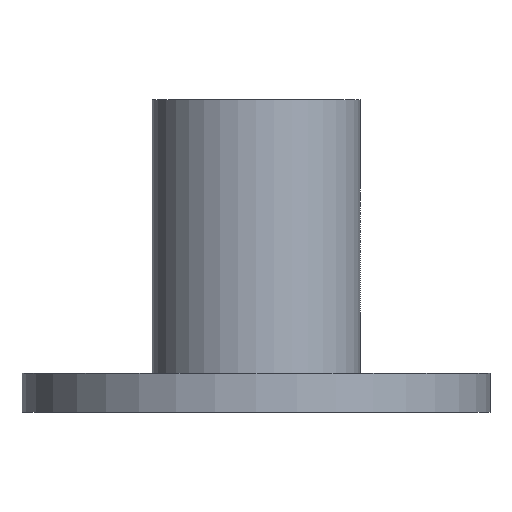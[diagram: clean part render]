
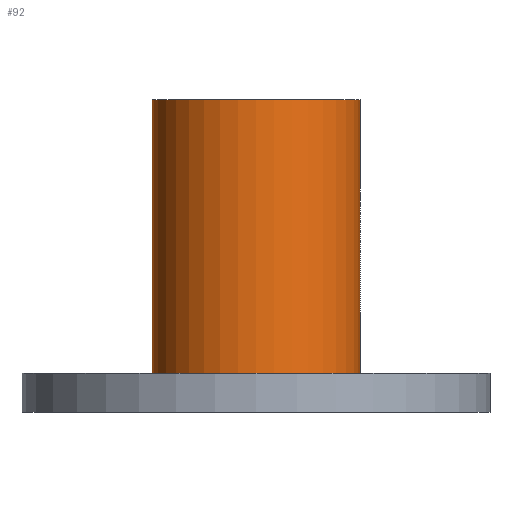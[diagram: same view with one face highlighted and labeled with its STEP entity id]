
A CAD part, front view. The second image highlights one B-rep face of the part: STEP entity #92.
In plain terms, the highlighted cylindrical face has radius 80 mm (diameter 160 mm), a partial arc.
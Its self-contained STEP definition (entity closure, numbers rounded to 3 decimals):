
#8 = VERTEX_POINT ( 'NONE', #1115 ) ;
#92 = ADVANCED_FACE ( 'NONE', ( #1163 ), #1125, .T. ) ;
#99 = LINE ( 'NONE', #811, #1152 ) ;
#322 = CARTESIAN_POINT ( 'NONE',  ( 80., 0., 30. ) ) ;
#343 = DIRECTION ( 'NONE',  ( 0., 0., 1. ) ) ;
#354 = CARTESIAN_POINT ( 'NONE',  ( 0., 0., 30. ) ) ;
#378 = EDGE_CURVE ( 'NONE', #419, #948, #558, .T. ) ;
#419 = VERTEX_POINT ( 'NONE', #1302 ) ;
#475 = DIRECTION ( 'NONE',  ( 0., 0., -1. ) ) ;
#493 = EDGE_LOOP ( 'NONE', ( #1132, #679, #534, #829 ) ) ;
#534 = ORIENTED_EDGE ( 'NONE', *, *, #623, .T. ) ;
#549 = DIRECTION ( 'NONE',  ( 0., 0., -1. ) ) ;
#558 = LINE ( 'NONE', #1393, #1296 ) ;
#623 = EDGE_CURVE ( 'NONE', #8, #626, #99, .T. ) ;
#626 = VERTEX_POINT ( 'NONE', #1260 ) ;
#679 = ORIENTED_EDGE ( 'NONE', *, *, #826, .F. ) ;
#721 = DIRECTION ( 'NONE',  ( -1., 0., 0. ) ) ;
#811 = CARTESIAN_POINT ( 'NONE',  ( -80., 0., 240. ) ) ;
#823 = CARTESIAN_POINT ( 'NONE',  ( 0., 0., 240. ) ) ;
#826 = EDGE_CURVE ( 'NONE', #8, #419, #1114, .T. ) ;
#829 = ORIENTED_EDGE ( 'NONE', *, *, #1124, .T. ) ;
#895 = DIRECTION ( 'NONE',  ( 1., 0., 0. ) ) ;
#936 = AXIS2_PLACEMENT_3D ( 'NONE', #1387, #1290, #1283 ) ;
#948 = VERTEX_POINT ( 'NONE', #322 ) ;
#1039 = DIRECTION ( 'NONE',  ( 0., 0., -1. ) ) ;
#1077 = CIRCLE ( 'NONE', #1138, 80. ) ;
#1114 = CIRCLE ( 'NONE', #936, 80. ) ;
#1115 = CARTESIAN_POINT ( 'NONE',  ( -80., 0., 240. ) ) ;
#1124 = EDGE_CURVE ( 'NONE', #626, #948, #1077, .T. ) ;
#1125 = CYLINDRICAL_SURFACE ( 'NONE', #1394, 80. ) ;
#1132 = ORIENTED_EDGE ( 'NONE', *, *, #378, .F. ) ;
#1138 = AXIS2_PLACEMENT_3D ( 'NONE', #354, #343, #895 ) ;
#1152 = VECTOR ( 'NONE', #475, 1000. ) ;
#1163 = FACE_OUTER_BOUND ( 'NONE', #493, .T. ) ;
#1260 = CARTESIAN_POINT ( 'NONE',  ( -80., 0., 30. ) ) ;
#1283 = DIRECTION ( 'NONE',  ( 1., 0., 0. ) ) ;
#1290 = DIRECTION ( 'NONE',  ( 0., 0., 1. ) ) ;
#1296 = VECTOR ( 'NONE', #549, 1000. ) ;
#1302 = CARTESIAN_POINT ( 'NONE',  ( 80., 0., 240. ) ) ;
#1387 = CARTESIAN_POINT ( 'NONE',  ( 0., 0., 240. ) ) ;
#1393 = CARTESIAN_POINT ( 'NONE',  ( 80., 0., 240. ) ) ;
#1394 = AXIS2_PLACEMENT_3D ( 'NONE', #823, #1039, #721 ) ;
